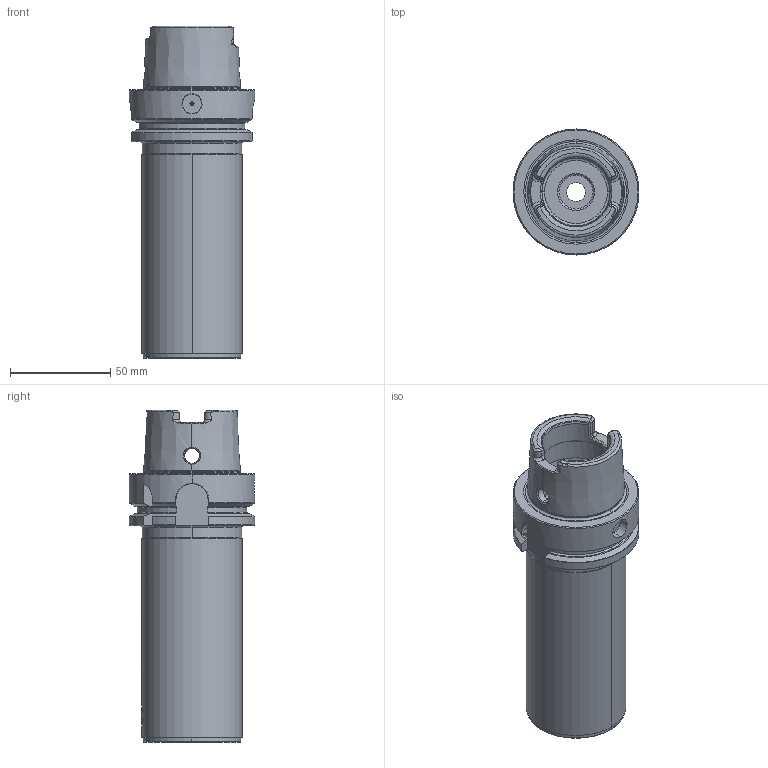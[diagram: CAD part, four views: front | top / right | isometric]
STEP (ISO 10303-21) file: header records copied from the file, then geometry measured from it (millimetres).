
FILE_DESCRIPTION(('no description'),'unknown implementation level');
FILE_NAME('3AE6D5CC-16DF-41F2-B2FB-8352ACFFCF3B_export.stp',' ',('CIMSOURCE GmbH'),('CADClick - KiM GmbH - www.kimweb.de'),'unknown preprocess','ACIS','unknown authorization');
FILE_SCHEMA(('automotive_design'));
Length unit declared in the file: millimetre
Products named in the file (2): 324.354 Kaiser HSK-A63xCK5x160|690.435 Kaiser ETL M10 X 14 CK5;Schnitt-Linear austragen2; 324.354 Kaiser HSK-A63xCK5x160|324.354 Kaiser HSK-A63xCK5x160;Schnitt-Rotation7
Bounding box: 62.94 x 62.94 x 165.9 mm (x, y, z)
Volume: 249193.6 mm3; surface area: 47221.3 mm2
Topology: 2 solids, 2 shells, 298 faces, 760 edges, 466 vertices
Faces by surface type: cone 94, plane 85, cylinder 69, torus 34, bspline 16
Entity records: 20888 total; most frequent: CARTESIAN_POINT 5455, STYLED_ITEM 1522, PRESENTATION_STYLE_ASSIGNMENT 1522, COLOUR_RGB 1522, ORIENTED_EDGE 1512, DIRECTION 1396, EDGE_CURVE 756, CURVE_STYLE 756
